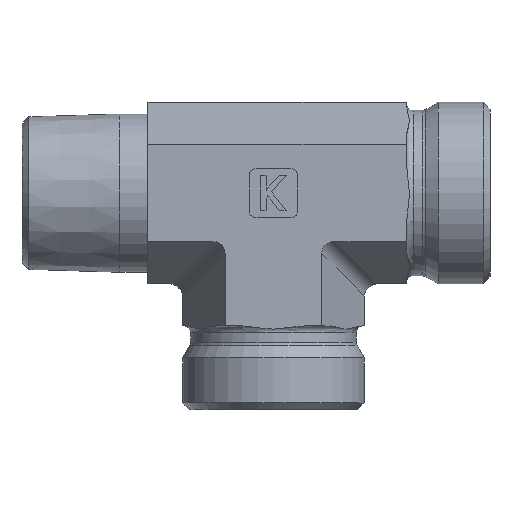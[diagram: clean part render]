
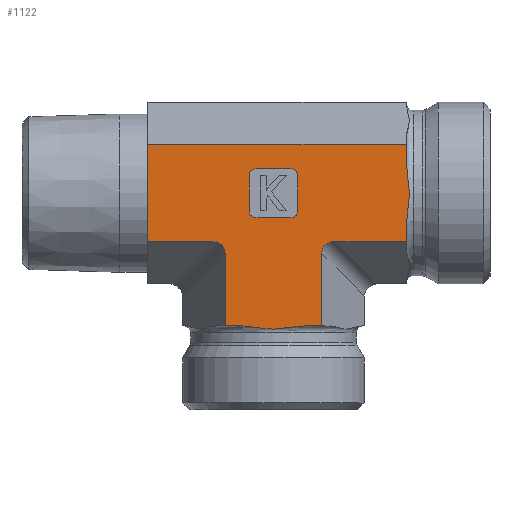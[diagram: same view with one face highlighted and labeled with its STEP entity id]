
A CAD part, left-side view. The second image highlights one B-rep face of the part: STEP entity #1122.
In plain terms, the highlighted planar face has unit normal (-1, 0, 0).
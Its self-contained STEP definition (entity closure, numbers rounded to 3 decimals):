
#691=CARTESIAN_POINT('',(-30.485,4.948,0.5));
#692=VERTEX_POINT('',#691);
#700=CARTESIAN_POINT('',(-30.485,14.14,0.5));
#701=VERTEX_POINT('',#700);
#702=CARTESIAN_POINT('',(-30.485,14.14,0.5));
#703=CARTESIAN_POINT('',(-30.485,13.631,0.5));
#704=CARTESIAN_POINT('',(-30.485,13.024,0.441));
#705=CARTESIAN_POINT('',(-30.485,11.589,0.249));
#706=CARTESIAN_POINT('',(-30.485,10.483,0.027));
#707=CARTESIAN_POINT('',(-30.485,8.604,0.027));
#708=CARTESIAN_POINT('',(-30.485,7.499,0.249));
#709=CARTESIAN_POINT('',(-30.485,6.064,0.441));
#710=CARTESIAN_POINT('',(-30.485,5.456,0.5));
#711=CARTESIAN_POINT('',(-30.485,4.948,0.5));
#712=B_SPLINE_CURVE_WITH_KNOTS('',3,(#702,#703,#704,#705,#706,#707,#708,#709,#710,#711),.UNSPECIFIED.,.F.,.U.,(4,2,2,2,4),(0.949,1.101,1.383,1.665,1.818),.UNSPECIFIED.);
#713=EDGE_CURVE('',#701,#692,#712,.T.);
#900=CARTESIAN_POINT('',(-30.485,16.472,0.5));
#901=VERTEX_POINT('',#900);
#908=CARTESIAN_POINT('',(-30.485,16.472,10.84));
#909=VERTEX_POINT('',#908);
#910=CARTESIAN_POINT('',(-30.485,16.472,0.5));
#911=DIRECTION('',(0.0,0.0,1.0));
#912=VECTOR('',#911,10.34);
#913=LINE('',#910,#912);
#914=EDGE_CURVE('',#901,#909,#913,.T.);
#942=CARTESIAN_POINT('',(-30.485,2.616,0.0));
#943=DIRECTION('',(-1.0,0.0,0.0));
#944=DIRECTION('',(0.0,0.0,1.0));
#945=AXIS2_PLACEMENT_3D('',#942,#943,#944);
#946=PLANE('',#945);
#947=CARTESIAN_POINT('',(-30.485,27.544,26.428));
#948=VERTEX_POINT('',#947);
#949=CARTESIAN_POINT('',(-30.485,27.544,12.572));
#950=VERTEX_POINT('',#949);
#951=CARTESIAN_POINT('',(-30.485,27.544,26.428));
#952=DIRECTION('',(0.0,0.0,-1.0));
#953=VECTOR('',#952,13.856);
#954=LINE('',#951,#953);
#955=EDGE_CURVE('',#948,#950,#954,.T.);
#956=ORIENTED_EDGE('',*,*,#955,.T.);
#957=CARTESIAN_POINT('',(-30.485,18.204,12.572));
#958=VERTEX_POINT('',#957);
#959=CARTESIAN_POINT('',(-30.485,18.204,12.572));
#960=DIRECTION('',(0.0,1.0,0.0));
#961=VECTOR('',#960,9.34);
#962=LINE('',#959,#961);
#963=EDGE_CURVE('',#958,#950,#962,.T.);
#964=ORIENTED_EDGE('',*,*,#963,.F.);
#965=CARTESIAN_POINT('',(-30.485,18.781,10.262));
#966=DIRECTION('',(-1.0,0.0,0.0));
#967=DIRECTION('',(0.0,-0.707,0.707));
#968=AXIS2_PLACEMENT_3D('',#965,#966,#967);
#969=ELLIPSE('',#968,2.582,2.0);
#970=EDGE_CURVE('',#909,#958,#969,.T.);
#971=ORIENTED_EDGE('',*,*,#970,.F.);
#972=ORIENTED_EDGE('',*,*,#914,.F.);
#973=CARTESIAN_POINT('',(-30.485,16.472,0.5));
#974=DIRECTION('',(0.0,-1.0,0.0));
#975=VECTOR('',#974,2.332);
#976=LINE('',#973,#975);
#977=EDGE_CURVE('',#901,#701,#976,.T.);
#978=ORIENTED_EDGE('',*,*,#977,.T.);
#979=ORIENTED_EDGE('',*,*,#713,.T.);
#980=CARTESIAN_POINT('',(-30.485,2.616,0.5));
#981=VERTEX_POINT('',#980);
#982=CARTESIAN_POINT('',(-30.485,4.948,0.5));
#983=DIRECTION('',(0.0,-1.0,0.0));
#984=VECTOR('',#983,2.332);
#985=LINE('',#982,#984);
#986=EDGE_CURVE('',#692,#981,#985,.T.);
#987=ORIENTED_EDGE('',*,*,#986,.T.);
#988=CARTESIAN_POINT('',(-30.485,2.616,10.84));
#989=VERTEX_POINT('',#988);
#990=CARTESIAN_POINT('',(-30.485,2.616,0.5));
#991=DIRECTION('',(0.0,0.0,1.0));
#992=VECTOR('',#991,10.34);
#993=LINE('',#990,#992);
#994=EDGE_CURVE('',#981,#989,#993,.T.);
#995=ORIENTED_EDGE('',*,*,#994,.T.);
#996=CARTESIAN_POINT('',(-30.485,0.884,12.572));
#997=VERTEX_POINT('',#996);
#998=CARTESIAN_POINT('',(-30.485,0.306,10.262));
#999=DIRECTION('',(-1.0,0.0,0.0));
#1000=DIRECTION('',(0.0,0.707,0.707));
#1001=AXIS2_PLACEMENT_3D('',#998,#999,#1000);
#1002=ELLIPSE('',#1001,2.582,2.0);
#1003=EDGE_CURVE('',#997,#989,#1002,.T.);
#1004=ORIENTED_EDGE('',*,*,#1003,.F.);
#1005=CARTESIAN_POINT('',(-30.485,-9.456,12.572));
#1006=VERTEX_POINT('',#1005);
#1007=CARTESIAN_POINT('',(-30.485,0.884,12.572));
#1008=DIRECTION('',(0.0,-1.0,0.0));
#1009=VECTOR('',#1008,10.34);
#1010=LINE('',#1007,#1009);
#1011=EDGE_CURVE('',#997,#1006,#1010,.T.);
#1012=ORIENTED_EDGE('',*,*,#1011,.T.);
#1013=CARTESIAN_POINT('',(-30.485,-9.456,14.904));
#1014=VERTEX_POINT('',#1013);
#1015=CARTESIAN_POINT('',(-30.485,-9.456,12.572));
#1016=DIRECTION('',(0.0,0.0,1.0));
#1017=VECTOR('',#1016,2.332);
#1018=LINE('',#1015,#1017);
#1019=EDGE_CURVE('',#1006,#1014,#1018,.T.);
#1020=ORIENTED_EDGE('',*,*,#1019,.T.);
#1021=CARTESIAN_POINT('',(-30.485,-9.456,24.096));
#1022=VERTEX_POINT('',#1021);
#1023=CARTESIAN_POINT('',(-30.485,-9.456,14.904));
#1024=CARTESIAN_POINT('',(-30.485,-9.456,15.413));
#1025=CARTESIAN_POINT('',(-30.485,-9.515,16.02));
#1026=CARTESIAN_POINT('',(-30.485,-9.707,17.455));
#1027=CARTESIAN_POINT('',(-30.485,-9.929,18.56));
#1028=CARTESIAN_POINT('',(-30.485,-9.929,20.44));
#1029=CARTESIAN_POINT('',(-30.485,-9.707,21.545));
#1030=CARTESIAN_POINT('',(-30.485,-9.515,22.98));
#1031=CARTESIAN_POINT('',(-30.485,-9.456,23.587));
#1032=CARTESIAN_POINT('',(-30.485,-9.456,24.096));
#1033=B_SPLINE_CURVE_WITH_KNOTS('',3,(#1023,#1024,#1025,#1026,#1027,#1028,#1029,#1030,#1031,#1032),.UNSPECIFIED.,.F.,.U.,(4,2,2,2,4),(0.949,1.101,1.383,1.665,1.818),.UNSPECIFIED.);
#1034=EDGE_CURVE('',#1014,#1022,#1033,.T.);
#1035=ORIENTED_EDGE('',*,*,#1034,.T.);
#1036=CARTESIAN_POINT('',(-30.485,-9.456,26.428));
#1037=VERTEX_POINT('',#1036);
#1038=CARTESIAN_POINT('',(-30.485,-9.456,24.096));
#1039=DIRECTION('',(0.0,0.0,1.0));
#1040=VECTOR('',#1039,2.332);
#1041=LINE('',#1038,#1040);
#1042=EDGE_CURVE('',#1022,#1037,#1041,.T.);
#1043=ORIENTED_EDGE('',*,*,#1042,.T.);
#1044=CARTESIAN_POINT('',(-30.485,27.544,26.428));
#1045=DIRECTION('',(0.0,-1.0,0.0));
#1046=VECTOR('',#1045,37.0);
#1047=LINE('',#1044,#1046);
#1048=EDGE_CURVE('',#948,#1037,#1047,.T.);
#1049=ORIENTED_EDGE('',*,*,#1048,.F.);
#1050=EDGE_LOOP('',(#956,#964,#971,#972,#978,#979,#987,#995,#1004,#1012,#1020,#1035,#1043,#1049));
#1051=FACE_OUTER_BOUND('',#1050,.T.);
#1052=CARTESIAN_POINT('',(-30.485,12.044,23.0));
#1053=VERTEX_POINT('',#1052);
#1054=CARTESIAN_POINT('',(-30.485,7.044,23.0));
#1055=VERTEX_POINT('',#1054);
#1056=CARTESIAN_POINT('',(-30.485,12.044,23.0));
#1057=DIRECTION('',(0.0,-1.0,0.0));
#1058=VECTOR('',#1057,5.);
#1059=LINE('',#1056,#1058);
#1060=EDGE_CURVE('',#1053,#1055,#1059,.T.);
#1061=ORIENTED_EDGE('',*,*,#1060,.T.);
#1062=CARTESIAN_POINT('',(-30.485,6.044,22.));
#1063=VERTEX_POINT('',#1062);
#1064=CARTESIAN_POINT('',(-30.485,7.044,22.));
#1065=DIRECTION('',(-1.0,0.0,0.0));
#1066=DIRECTION('',(0.0,-0.707,0.707));
#1067=AXIS2_PLACEMENT_3D('',#1064,#1065,#1066);
#1068=CIRCLE('',#1067,1.0);
#1069=EDGE_CURVE('',#1063,#1055,#1068,.T.);
#1070=ORIENTED_EDGE('',*,*,#1069,.F.);
#1071=CARTESIAN_POINT('',(-30.485,6.044,17.));
#1072=VERTEX_POINT('',#1071);
#1073=CARTESIAN_POINT('',(-30.485,6.044,22.0));
#1074=DIRECTION('',(0.0,0.0,-1.0));
#1075=VECTOR('',#1074,5.);
#1076=LINE('',#1073,#1075);
#1077=EDGE_CURVE('',#1063,#1072,#1076,.T.);
#1078=ORIENTED_EDGE('',*,*,#1077,.T.);
#1079=CARTESIAN_POINT('',(-30.485,7.044,16.));
#1080=VERTEX_POINT('',#1079);
#1081=CARTESIAN_POINT('',(-30.485,7.044,17.));
#1082=DIRECTION('',(-1.0,0.0,0.0));
#1083=DIRECTION('',(0.0,-0.707,-0.707));
#1084=AXIS2_PLACEMENT_3D('',#1081,#1082,#1083);
#1085=CIRCLE('',#1084,1.0);
#1086=EDGE_CURVE('',#1080,#1072,#1085,.T.);
#1087=ORIENTED_EDGE('',*,*,#1086,.F.);
#1088=CARTESIAN_POINT('',(-30.485,12.044,16.));
#1089=VERTEX_POINT('',#1088);
#1090=CARTESIAN_POINT('',(-30.485,7.044,16.));
#1091=DIRECTION('',(0.0,1.0,0.0));
#1092=VECTOR('',#1091,5.);
#1093=LINE('',#1090,#1092);
#1094=EDGE_CURVE('',#1080,#1089,#1093,.T.);
#1095=ORIENTED_EDGE('',*,*,#1094,.T.);
#1096=CARTESIAN_POINT('',(-30.485,13.044,17.));
#1097=VERTEX_POINT('',#1096);
#1098=CARTESIAN_POINT('',(-30.485,12.044,17.));
#1099=DIRECTION('',(-1.0,0.0,0.0));
#1100=DIRECTION('',(0.0,0.707,-0.707));
#1101=AXIS2_PLACEMENT_3D('',#1098,#1099,#1100);
#1102=CIRCLE('',#1101,1.0);
#1103=EDGE_CURVE('',#1097,#1089,#1102,.T.);
#1104=ORIENTED_EDGE('',*,*,#1103,.F.);
#1105=CARTESIAN_POINT('',(-30.485,13.044,22.0));
#1106=VERTEX_POINT('',#1105);
#1107=CARTESIAN_POINT('',(-30.485,13.044,17.0));
#1108=DIRECTION('',(0.0,0.0,1.0));
#1109=VECTOR('',#1108,5.0);
#1110=LINE('',#1107,#1109);
#1111=EDGE_CURVE('',#1097,#1106,#1110,.T.);
#1112=ORIENTED_EDGE('',*,*,#1111,.T.);
#1113=CARTESIAN_POINT('',(-30.485,12.044,22.0));
#1114=DIRECTION('',(-1.0,0.0,0.0));
#1115=DIRECTION('',(0.0,0.707,0.707));
#1116=AXIS2_PLACEMENT_3D('',#1113,#1114,#1115);
#1117=CIRCLE('',#1116,1.0);
#1118=EDGE_CURVE('',#1053,#1106,#1117,.T.);
#1119=ORIENTED_EDGE('',*,*,#1118,.F.);
#1120=EDGE_LOOP('',(#1061,#1070,#1078,#1087,#1095,#1104,#1112,#1119));
#1121=FACE_BOUND('',#1120,.T.);
#1122=ADVANCED_FACE('',(#1051,#1121),#946,.T.);
